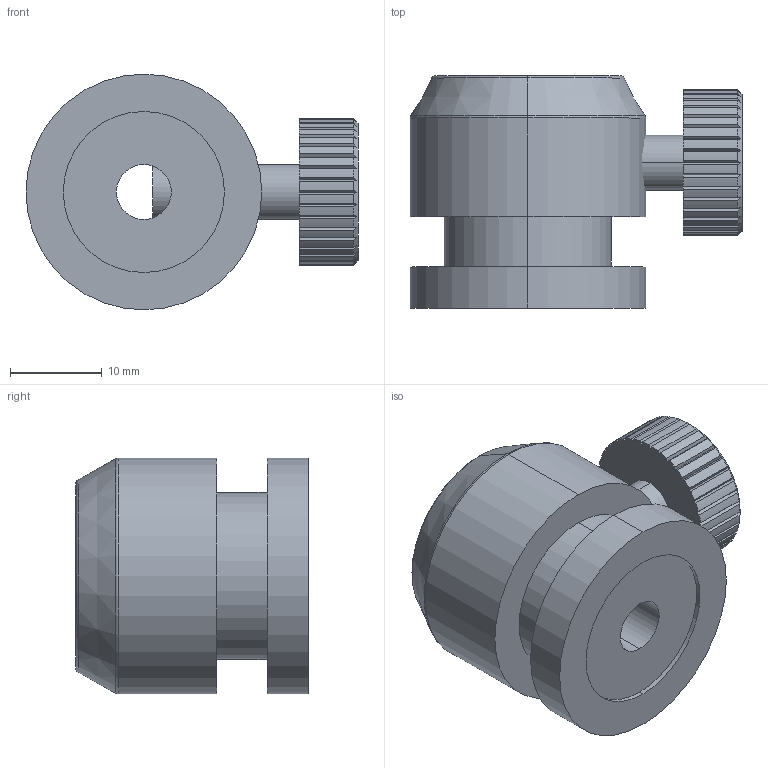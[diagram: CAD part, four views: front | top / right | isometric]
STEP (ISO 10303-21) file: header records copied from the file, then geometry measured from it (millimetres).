
FILE_DESCRIPTION (( 'STEP AP214' ), '1' );
FILE_NAME ('523900.STEP', '2019-10-15T02:13:45', ( '' ), ( '' ), 'SwSTEP 2.0', 'SolidWorks 2016', '' );
FILE_SCHEMA (( 'AUTOMOTIVE_DESIGN' ));
Length unit declared in the file: millimetre
Products named in the file (1): 523900
Bounding box: 36.27 x 25.4 x 25.75 mm (x, y, z)
Volume: 10375.3 mm3; surface area: 5597.9 mm2
Topology: 2 solids, 2 shells, 158 faces, 432 edges, 286 vertices
Faces by surface type: plane 97, cylinder 53, cone 4, torus 4
Entity records: 5127 total; most frequent: CARTESIAN_POINT 1099, ORIENTED_EDGE 864, DIRECTION 794, EDGE_CURVE 432, VERTEX_POINT 286, AXIS2_PLACEMENT_3D 277, LINE 240, VECTOR 240
